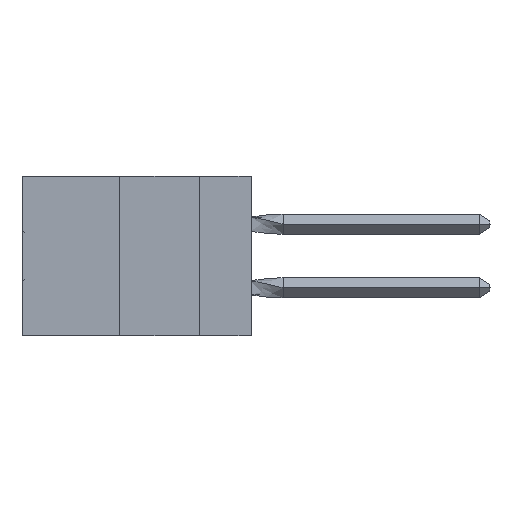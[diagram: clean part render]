
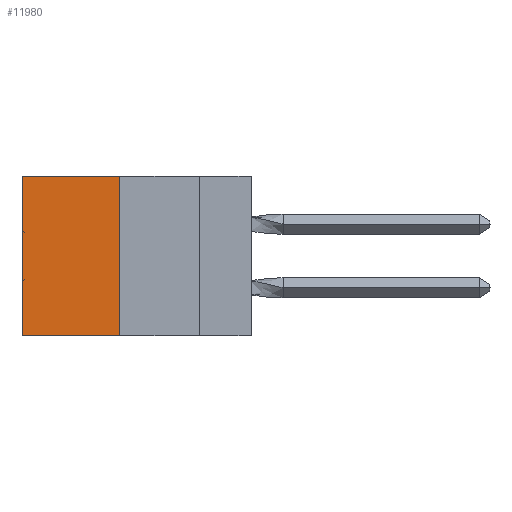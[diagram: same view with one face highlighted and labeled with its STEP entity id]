
A CAD part, left-side view. The second image highlights one B-rep face of the part: STEP entity #11980.
In plain terms, the highlighted planar face has unit normal (-1, 0, 0).
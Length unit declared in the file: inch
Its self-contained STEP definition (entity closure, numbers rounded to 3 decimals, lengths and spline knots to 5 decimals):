
#1606 = EDGE_LOOP ( 'NONE', ( #47016, #24943, #9150, #30043 ) ) ;
#2559 = PLANE ( 'NONE',  #37306 ) ;
#2638 = VECTOR ( 'NONE', #38087, 39.37008 ) ;
#2648 = DIRECTION ( 'NONE',  ( 0., 0., -1. ) ) ;
#3164 = CARTESIAN_POINT ( 'NONE',  ( 0.305, 0.413, -0.5 ) ) ;
#3495 = LINE ( 'NONE', #3164, #30968 ) ;
#6268 = CARTESIAN_POINT ( 'NONE',  ( 0.305, 0.413, -0.5 ) ) ;
#7180 = LINE ( 'NONE', #46812, #46356 ) ;
#8737 = EDGE_CURVE ( 'NONE', #39007, #15363, #37849, .T. ) ;
#9150 = ORIENTED_EDGE ( 'NONE', *, *, #15033, .F. ) ;
#9505 = VERTEX_POINT ( 'NONE', #37493 ) ;
#9660 = EDGE_CURVE ( 'NONE', #25361, #39007, #7180, .T. ) ;
#10290 = VECTOR ( 'NONE', #2648, 39.37008 ) ;
#10608 = FACE_OUTER_BOUND ( 'NONE', #1606, .T. ) ;
#11980 = ADVANCED_FACE ( 'NONE', ( #10608 ), #2559, .F. ) ;
#14897 = CARTESIAN_POINT ( 'NONE',  ( 0.305, 0.72, 0. ) ) ;
#15033 = EDGE_CURVE ( 'NONE', #25361, #9505, #3495, .T. ) ;
#15363 = VERTEX_POINT ( 'NONE', #16846 ) ;
#16846 = CARTESIAN_POINT ( 'NONE',  ( 0.305, 0.72, -0.5 ) ) ;
#19185 = DIRECTION ( 'NONE',  ( 0., 0., -1. ) ) ;
#23578 = DIRECTION ( 'NONE',  ( 0., 1., 0. ) ) ;
#24943 = ORIENTED_EDGE ( 'NONE', *, *, #40874, .F. ) ;
#25361 = VERTEX_POINT ( 'NONE', #50284 ) ;
#26090 = DIRECTION ( 'NONE',  ( 0., 0., -1. ) ) ;
#30043 = ORIENTED_EDGE ( 'NONE', *, *, #9660, .T. ) ;
#30968 = VECTOR ( 'NONE', #19185, 39.37008 ) ;
#33074 = CARTESIAN_POINT ( 'NONE',  ( 0.305, 0.413, -0.5 ) ) ;
#33204 = CARTESIAN_POINT ( 'NONE',  ( 0.305, 0.72, -0.5 ) ) ;
#33636 = DIRECTION ( 'NONE',  ( 1., 0., 0. ) ) ;
#37306 = AXIS2_PLACEMENT_3D ( 'NONE', #6268, #33636, #26090 ) ;
#37493 = CARTESIAN_POINT ( 'NONE',  ( 0.305, 0.413, -0.5 ) ) ;
#37849 = LINE ( 'NONE', #33204, #10290 ) ;
#38087 = DIRECTION ( 'NONE',  ( 0., 1., 0. ) ) ;
#39007 = VERTEX_POINT ( 'NONE', #14897 ) ;
#40509 = LINE ( 'NONE', #33074, #2638 ) ;
#40874 = EDGE_CURVE ( 'NONE', #9505, #15363, #40509, .T. ) ;
#46356 = VECTOR ( 'NONE', #23578, 39.37008 ) ;
#46812 = CARTESIAN_POINT ( 'NONE',  ( 0.305, 0.413, 0. ) ) ;
#47016 = ORIENTED_EDGE ( 'NONE', *, *, #8737, .T. ) ;
#50284 = CARTESIAN_POINT ( 'NONE',  ( 0.305, 0.413, 0. ) ) ;
